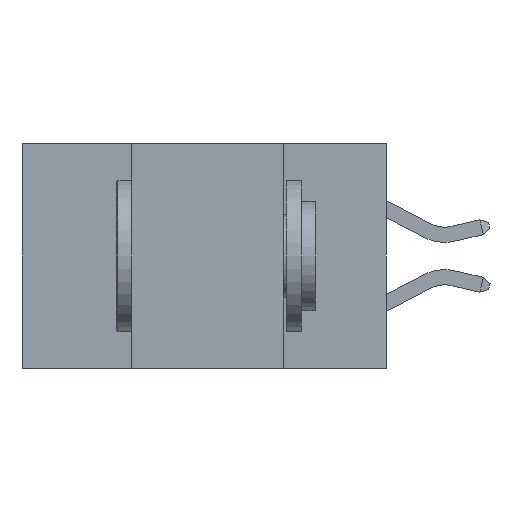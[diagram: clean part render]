
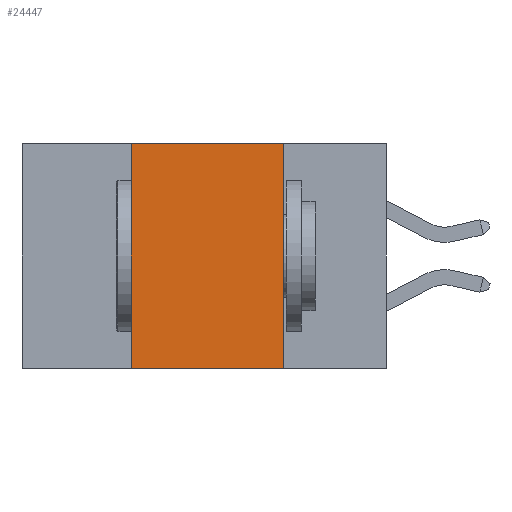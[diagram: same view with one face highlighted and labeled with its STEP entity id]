
A CAD part, left-side view. The second image highlights one B-rep face of the part: STEP entity #24447.
In plain terms, the highlighted planar face has unit normal (-1, 0, 0).
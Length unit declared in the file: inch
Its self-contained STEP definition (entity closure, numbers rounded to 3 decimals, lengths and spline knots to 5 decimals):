
#11 = DIRECTION ( 'NONE',  ( 1., 0., 0. ) ) ;
#512 = VERTEX_POINT ( 'NONE', #17419 ) ;
#1241 = LINE ( 'NONE', #19552, #21725 ) ;
#2054 = EDGE_CURVE ( 'NONE', #12162, #2624, #2716, .T. ) ;
#2624 = VERTEX_POINT ( 'NONE', #4415 ) ;
#2716 = LINE ( 'NONE', #10145, #18672 ) ;
#4278 = EDGE_CURVE ( 'NONE', #13316, #512, #14536, .T. ) ;
#4415 = CARTESIAN_POINT ( 'NONE',  ( 0., 0.17, 0. ) ) ;
#5779 = DIRECTION ( 'NONE',  ( 0., -1., 0. ) ) ;
#5826 = CARTESIAN_POINT ( 'NONE',  ( 0., 0.6, 0. ) ) ;
#8249 = LINE ( 'NONE', #11360, #23417 ) ;
#8518 = VECTOR ( 'NONE', #5779, 39.37008 ) ;
#10145 = CARTESIAN_POINT ( 'NONE',  ( 0., 0.6, 0. ) ) ;
#10616 = CARTESIAN_POINT ( 'NONE',  ( 0., 0.42, 0. ) ) ;
#11205 = DIRECTION ( 'NONE',  ( 0., -1., 0. ) ) ;
#11360 = CARTESIAN_POINT ( 'NONE',  ( 0., 0.42, -0.37 ) ) ;
#11966 = PLANE ( 'NONE',  #21470 ) ;
#12162 = VERTEX_POINT ( 'NONE', #10616 ) ;
#13316 = VERTEX_POINT ( 'NONE', #25407 ) ;
#13950 = DIRECTION ( 'NONE',  ( 0., 0., -1. ) ) ;
#14536 = LINE ( 'NONE', #15875, #8518 ) ;
#15338 = ORIENTED_EDGE ( 'NONE', *, *, #4278, .T. ) ;
#15678 = DIRECTION ( 'NONE',  ( 0., 0., -1. ) ) ;
#15875 = CARTESIAN_POINT ( 'NONE',  ( 0., 0.6, -0.37 ) ) ;
#16512 = ORIENTED_EDGE ( 'NONE', *, *, #2054, .F. ) ;
#17419 = CARTESIAN_POINT ( 'NONE',  ( 0., 0.17, -0.37 ) ) ;
#17806 = EDGE_CURVE ( 'NONE', #2624, #512, #1241, .T. ) ;
#18672 = VECTOR ( 'NONE', #11205, 39.37008 ) ;
#19552 = CARTESIAN_POINT ( 'NONE',  ( 0., 0.17, -0.37 ) ) ;
#21470 = AXIS2_PLACEMENT_3D ( 'NONE', #5826, #11, #13950 ) ;
#21725 = VECTOR ( 'NONE', #15678, 39.37008 ) ;
#22557 = ORIENTED_EDGE ( 'NONE', *, *, #24242, .F. ) ;
#23081 = DIRECTION ( 'NONE',  ( 0., 0., 1. ) ) ;
#23417 = VECTOR ( 'NONE', #23081, 39.37008 ) ;
#23655 = ORIENTED_EDGE ( 'NONE', *, *, #17806, .F. ) ;
#23982 = EDGE_LOOP ( 'NONE', ( #23655, #16512, #22557, #15338 ) ) ;
#24242 = EDGE_CURVE ( 'NONE', #13316, #12162, #8249, .T. ) ;
#24311 = FACE_OUTER_BOUND ( 'NONE', #23982, .T. ) ;
#24447 = ADVANCED_FACE ( 'NONE', ( #24311 ), #11966, .F. ) ;
#25407 = CARTESIAN_POINT ( 'NONE',  ( 0., 0.42, -0.37 ) ) ;
